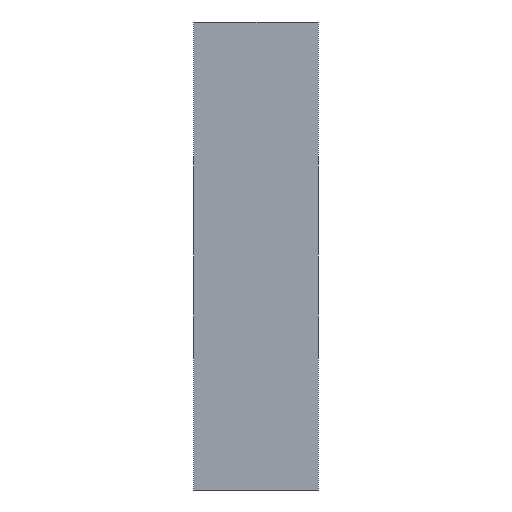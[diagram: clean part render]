
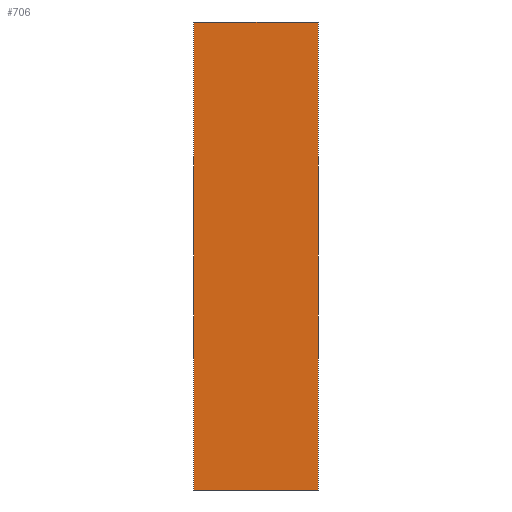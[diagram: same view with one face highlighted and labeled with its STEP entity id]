
A CAD part, left-side view. The second image highlights one B-rep face of the part: STEP entity #706.
In plain terms, the highlighted planar face has unit normal (-1, 0, 0).
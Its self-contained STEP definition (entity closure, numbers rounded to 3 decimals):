
#467 = CARTESIAN_POINT ( 'NONE',  ( 0., 8., -30. ) ) ;
#706 = ADVANCED_FACE ( 'NONE', ( #5690 ), #3369, .F. ) ;
#1011 = CARTESIAN_POINT ( 'NONE',  ( 0., 8., -30. ) ) ;
#1139 = AXIS2_PLACEMENT_3D ( 'NONE', #3508, #3360, #3350 ) ;
#1497 = VERTEX_POINT ( 'NONE', #8399 ) ;
#1738 = CARTESIAN_POINT ( 'NONE',  ( 0., 0., 0. ) ) ;
#2232 = VERTEX_POINT ( 'NONE', #467 ) ;
#2972 = ORIENTED_EDGE ( 'NONE', *, *, #5621, .T. ) ;
#3060 = EDGE_CURVE ( 'NONE', #2232, #4209, #3914, .T. ) ;
#3350 = DIRECTION ( 'NONE',  ( 0., 0., -1. ) ) ;
#3360 = DIRECTION ( 'NONE',  ( 1., 0., 0. ) ) ;
#3369 = PLANE ( 'NONE',  #1139 ) ;
#3508 = CARTESIAN_POINT ( 'NONE',  ( 0., 8., -30. ) ) ;
#3914 = LINE ( 'NONE', #1011, #8261 ) ;
#4209 = VERTEX_POINT ( 'NONE', #5097 ) ;
#5097 = CARTESIAN_POINT ( 'NONE',  ( 0., 0., -30. ) ) ;
#5397 = VECTOR ( 'NONE', #9078, 1000. ) ;
#5582 = DIRECTION ( 'NONE',  ( 0., -1., 0. ) ) ;
#5621 = EDGE_CURVE ( 'NONE', #4209, #8679, #5844, .T. ) ;
#5690 = FACE_OUTER_BOUND ( 'NONE', #7730, .T. ) ;
#5844 = LINE ( 'NONE', #8387, #5397 ) ;
#6184 = LINE ( 'NONE', #8452, #6420 ) ;
#6420 = VECTOR ( 'NONE', #9147, 1000. ) ;
#6489 = ORIENTED_EDGE ( 'NONE', *, *, #9405, .F. ) ;
#6499 = LINE ( 'NONE', #8468, #8392 ) ;
#6686 = ORIENTED_EDGE ( 'NONE', *, *, #3060, .T. ) ;
#6932 = EDGE_CURVE ( 'NONE', #1497, #8679, #6184, .T. ) ;
#7099 = DIRECTION ( 'NONE',  ( 0., 0., 1. ) ) ;
#7730 = EDGE_LOOP ( 'NONE', ( #2972, #8721, #6489, #6686 ) ) ;
#8261 = VECTOR ( 'NONE', #5582, 1000. ) ;
#8387 = CARTESIAN_POINT ( 'NONE',  ( 0., 0., -30. ) ) ;
#8392 = VECTOR ( 'NONE', #7099, 1000. ) ;
#8399 = CARTESIAN_POINT ( 'NONE',  ( 0., 8., 0. ) ) ;
#8452 = CARTESIAN_POINT ( 'NONE',  ( 0., 8., 0. ) ) ;
#8468 = CARTESIAN_POINT ( 'NONE',  ( 0., 8., -30. ) ) ;
#8679 = VERTEX_POINT ( 'NONE', #1738 ) ;
#8721 = ORIENTED_EDGE ( 'NONE', *, *, #6932, .F. ) ;
#9078 = DIRECTION ( 'NONE',  ( 0., 0., 1. ) ) ;
#9147 = DIRECTION ( 'NONE',  ( 0., -1., 0. ) ) ;
#9405 = EDGE_CURVE ( 'NONE', #2232, #1497, #6499, .T. ) ;
